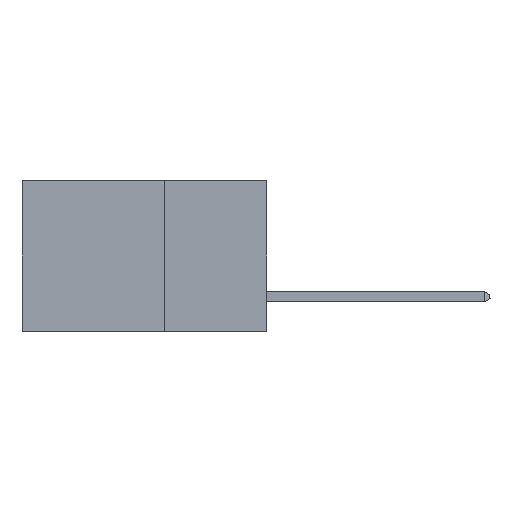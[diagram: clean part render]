
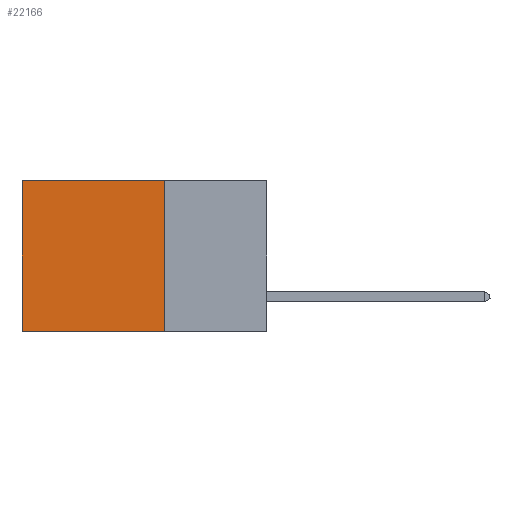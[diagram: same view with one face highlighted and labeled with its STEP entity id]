
A CAD part, left-side view. The second image highlights one B-rep face of the part: STEP entity #22166.
In plain terms, the highlighted planar face has unit normal (-1, 0, 0).
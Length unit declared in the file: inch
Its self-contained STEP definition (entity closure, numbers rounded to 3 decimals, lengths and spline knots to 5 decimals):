
#1161 = DIRECTION ( 'NONE',  ( 0., 1., 0. ) ) ;
#1986 = CARTESIAN_POINT ( 'NONE',  ( 0.2875, 0.25, 0. ) ) ;
#2921 = PLANE ( 'NONE',  #21533 ) ;
#6539 = VERTEX_POINT ( 'NONE', #23248 ) ;
#6574 = ORIENTED_EDGE ( 'NONE', *, *, #13282, .F. ) ;
#6591 = DIRECTION ( 'NONE',  ( 0., 0., -1. ) ) ;
#7599 = CARTESIAN_POINT ( 'NONE',  ( 0.2875, 0.6, 0. ) ) ;
#7727 = ORIENTED_EDGE ( 'NONE', *, *, #16427, .F. ) ;
#7791 = EDGE_CURVE ( 'NONE', #23027, #18382, #15565, .T. ) ;
#7993 = EDGE_CURVE ( 'NONE', #18382, #24416, #25332, .T. ) ;
#8525 = VECTOR ( 'NONE', #25079, 39.37008 ) ;
#8572 = CARTESIAN_POINT ( 'NONE',  ( 0.2875, 0.25, 0. ) ) ;
#10683 = CARTESIAN_POINT ( 'NONE',  ( 0.2875, 0.6, 0. ) ) ;
#11012 = LINE ( 'NONE', #1986, #13328 ) ;
#11374 = DIRECTION ( 'NONE',  ( 0., 0., -1. ) ) ;
#11763 = CARTESIAN_POINT ( 'NONE',  ( 0.2875, 0.25, 0. ) ) ;
#13282 = EDGE_CURVE ( 'NONE', #6539, #24416, #18497, .T. ) ;
#13328 = VECTOR ( 'NONE', #6591, 39.37008 ) ;
#14789 = FACE_OUTER_BOUND ( 'NONE', #18617, .T. ) ;
#15565 = LINE ( 'NONE', #11763, #27710 ) ;
#15830 = DIRECTION ( 'NONE',  ( 1., 0., 0. ) ) ;
#16427 = EDGE_CURVE ( 'NONE', #23027, #6539, #11012, .T. ) ;
#18382 = VERTEX_POINT ( 'NONE', #10683 ) ;
#18497 = LINE ( 'NONE', #20334, #22220 ) ;
#18617 = EDGE_LOOP ( 'NONE', ( #22710, #6574, #7727, #27141 ) ) ;
#20001 = CARTESIAN_POINT ( 'NONE',  ( 0.2875, 0.25, 0. ) ) ;
#20334 = CARTESIAN_POINT ( 'NONE',  ( 0.2875, 0.25, -0.37 ) ) ;
#20679 = DIRECTION ( 'NONE',  ( 0., 1., 0. ) ) ;
#21533 = AXIS2_PLACEMENT_3D ( 'NONE', #20001, #15830, #11374 ) ;
#21600 = CARTESIAN_POINT ( 'NONE',  ( 0.2875, 0.6, -0.37 ) ) ;
#22166 = ADVANCED_FACE ( 'NONE', ( #14789 ), #2921, .F. ) ;
#22220 = VECTOR ( 'NONE', #1161, 39.37008 ) ;
#22710 = ORIENTED_EDGE ( 'NONE', *, *, #7993, .T. ) ;
#23027 = VERTEX_POINT ( 'NONE', #8572 ) ;
#23248 = CARTESIAN_POINT ( 'NONE',  ( 0.2875, 0.25, -0.37 ) ) ;
#24416 = VERTEX_POINT ( 'NONE', #21600 ) ;
#25079 = DIRECTION ( 'NONE',  ( 0., 0., -1. ) ) ;
#25332 = LINE ( 'NONE', #7599, #8525 ) ;
#27141 = ORIENTED_EDGE ( 'NONE', *, *, #7791, .T. ) ;
#27710 = VECTOR ( 'NONE', #20679, 39.37008 ) ;
